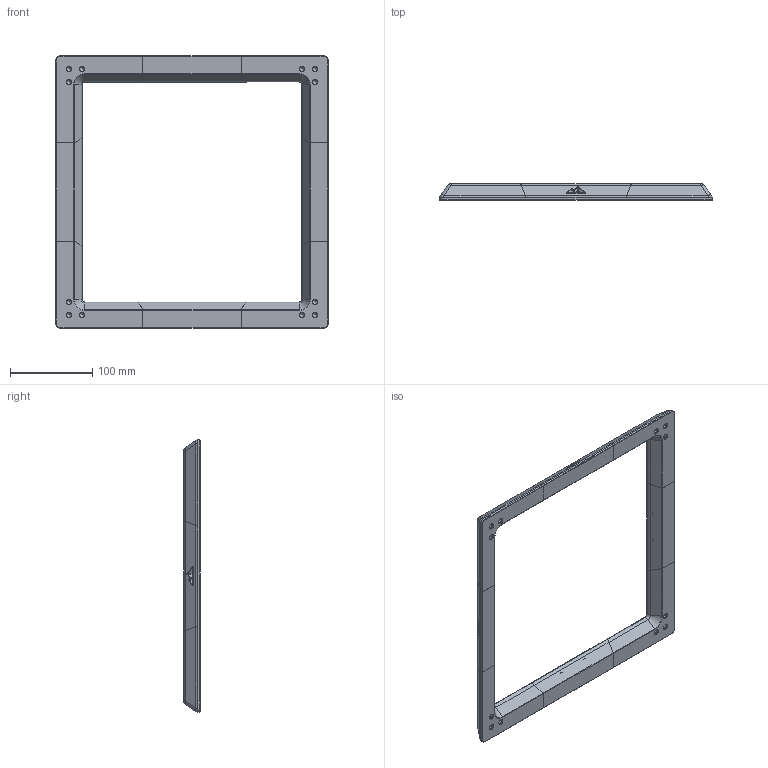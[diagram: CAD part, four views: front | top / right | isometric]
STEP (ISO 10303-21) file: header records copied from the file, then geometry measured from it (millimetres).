
FILE_DESCRIPTION(/* description */ (''),/* implementation_level */ '2;1');
FILE_NAME(/* name */ 'Tophat.step',/* time_stamp */ '2024-04-07T18:17:25-05:00',/* author */ (''),/* organization */ (''),/* preprocessor_version */ 'ST-DEVELOPER v20',/* originating_system */ 'Autodesk Translation Framework v12.20.1.177',/* authorisation */ '');
FILE_SCHEMA (('AUTOMOTIVE_DESIGN { 1 0 10303 214 3 1 1 }'));
Length unit declared in the file: millimetre
Products named in the file (3): Tophat; Tophat Lid Structure B; Tophat Lid Structure A
Assembly tree (8 placements, depth 2):
  Tophat
    Tophat Lid Structure A  x4
    Tophat Lid Structure B  x4
Bounding box: 331.98 x 20.11 x 332.02 mm (x, y, z)
Volume: 522313.7 mm3; surface area: 118817.2 mm2
Topology: 12 solids, 12 shells, 484 faces, 1160 edges, 688 vertices
Faces by surface type: plane 180, cylinder 156, cone 60, bspline 52, sphere 20, torus 16
Full cylindrical faces by diameter (mm): 4.7 x12, 6.2 x12
Entity records: 4868 total; most frequent: CARTESIAN_POINT 1897, DIRECTION 630, ORIENTED_EDGE 560, EDGE_CURVE 280, AXIS2_PLACEMENT_3D 231, VERTEX_POINT 172, LINE 168, VECTOR 168
